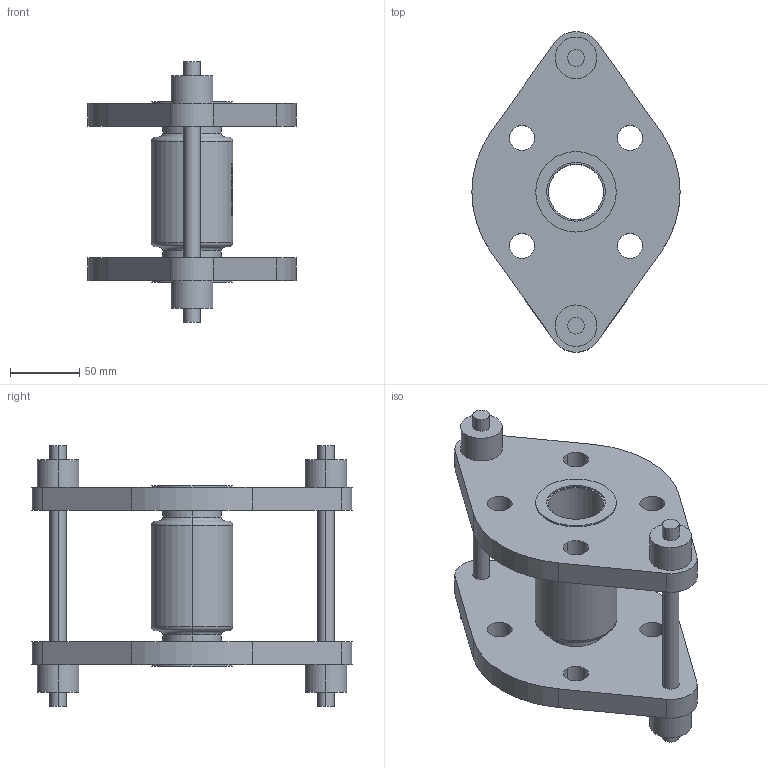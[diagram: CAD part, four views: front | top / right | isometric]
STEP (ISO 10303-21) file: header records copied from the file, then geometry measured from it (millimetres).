
FILE_DESCRIPTION (( 'STEP AP203' ), '1' );
FILE_NAME ('EPSILON-C_DN040_PN16_120_6000017326.STEP', '2021-10-07T08:56:11', ( 'axxx' ), ( '' ), 'SwSTEP 2.0', 'SolidWorks 2019', '' );
FILE_SCHEMA (( 'CONFIG_CONTROL_DESIGN' ));
Length unit declared in the file: millimetre
Products named in the file (1): EPSILON-C_DN040_PN16_120_6000017326
Bounding box: 150 x 230.86 x 188 mm (x, y, z)
Volume: 870752.3 mm3; surface area: 158627.9 mm2
Topology: 1 solids, 1 shells, 637 faces, 1696 edges, 1128 vertices
Faces by surface type: plane 290, bspline 242, cylinder 97, torus 8
Entity records: 32849 total; most frequent: CARTESIAN_POINT 18500, ORIENTED_EDGE 3392, DIRECTION 2164, EDGE_CURVE 1696, VERTEX_POINT 1128, LINE 888, VECTOR 888, EDGE_LOOP 726
